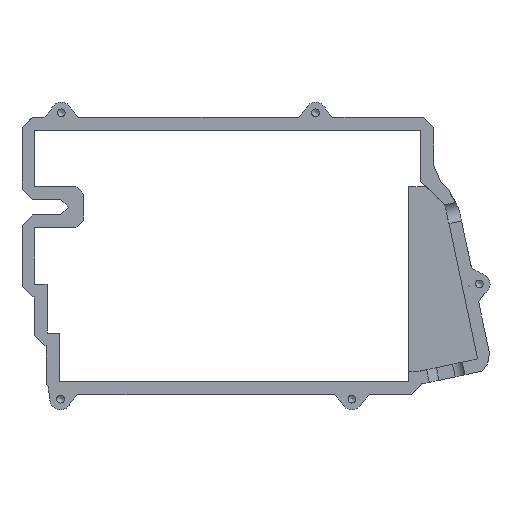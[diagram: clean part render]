
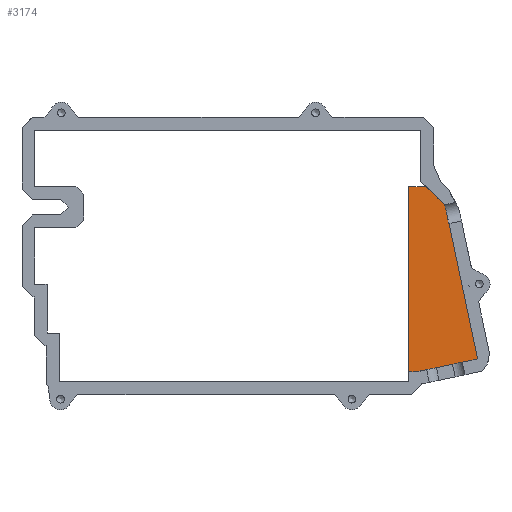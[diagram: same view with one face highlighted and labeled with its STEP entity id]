
A CAD part, front view. The second image highlights one B-rep face of the part: STEP entity #3174.
In plain terms, the highlighted planar face has unit normal (0, -1, 0).
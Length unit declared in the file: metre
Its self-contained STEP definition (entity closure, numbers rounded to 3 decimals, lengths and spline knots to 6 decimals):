
#156=LINE('',#4541,#556);
#158=LINE('',#4545,#558);
#161=LINE('',#4551,#561);
#167=LINE('',#4570,#567);
#168=LINE('',#4572,#568);
#170=LINE('',#4576,#570);
#172=LINE('',#4580,#572);
#174=LINE('',#4584,#574);
#176=LINE('',#4588,#576);
#178=LINE('',#4592,#578);
#181=LINE('',#4600,#581);
#183=LINE('',#4606,#583);
#184=LINE('',#4609,#584);
#191=LINE('',#4626,#591);
#218=LINE('',#4680,#618);
#396=LINE('',#5068,#796);
#556=VECTOR('',#3618,1.);
#558=VECTOR('',#3622,1.);
#561=VECTOR('',#3627,1.);
#567=VECTOR('',#3643,1.);
#568=VECTOR('',#3646,1.);
#570=VECTOR('',#3650,1.);
#572=VECTOR('',#3654,1.);
#574=VECTOR('',#3658,1.);
#576=VECTOR('',#3662,1.);
#578=VECTOR('',#3666,1.);
#581=VECTOR('',#3673,1.);
#583=VECTOR('',#3679,1.);
#584=VECTOR('',#3684,1.);
#591=VECTOR('',#3699,1.);
#618=VECTOR('',#3752,1.);
#796=VECTOR('',#4064,1.);
#1397=ORIENTED_EDGE('',*,*,#1882,.T.);
#1398=ORIENTED_EDGE('',*,*,#1885,.T.);
#1399=ORIENTED_EDGE('',*,*,#1895,.T.);
#1400=ORIENTED_EDGE('',*,*,#1896,.T.);
#1401=ORIENTED_EDGE('',*,*,#1898,.T.);
#1402=ORIENTED_EDGE('',*,*,#1900,.T.);
#1403=ORIENTED_EDGE('',*,*,#1902,.T.);
#1404=ORIENTED_EDGE('',*,*,#1904,.T.);
#1405=ORIENTED_EDGE('',*,*,#1906,.T.);
#1406=ORIENTED_EDGE('',*,*,#1910,.T.);
#1407=ORIENTED_EDGE('',*,*,#1913,.T.);
#1408=ORIENTED_EDGE('',*,*,#1915,.T.);
#1409=ORIENTED_EDGE('',*,*,#1880,.T.);
#1410=ORIENTED_EDGE('',*,*,#1924,.T.);
#1411=ORIENTED_EDGE('',*,*,#2147,.F.);
#1412=ORIENTED_EDGE('',*,*,#1951,.F.);
#1880=EDGE_CURVE('',#2337,#2336,#156,.T.);
#1882=EDGE_CURVE('',#2338,#2339,#158,.T.);
#1885=EDGE_CURVE('',#2339,#2340,#161,.T.);
#1895=EDGE_CURVE('',#2340,#2347,#167,.T.);
#1896=EDGE_CURVE('',#2347,#2348,#168,.T.);
#1898=EDGE_CURVE('',#2348,#2349,#170,.T.);
#1900=EDGE_CURVE('',#2349,#2350,#172,.T.);
#1902=EDGE_CURVE('',#2350,#2351,#174,.T.);
#1904=EDGE_CURVE('',#2351,#2352,#176,.T.);
#1906=EDGE_CURVE('',#2352,#2353,#178,.T.);
#1910=EDGE_CURVE('',#2353,#2355,#181,.T.);
#1913=EDGE_CURVE('',#2355,#2357,#183,.T.);
#1915=EDGE_CURVE('',#2357,#2337,#184,.T.);
#1924=EDGE_CURVE('',#2336,#2363,#191,.T.);
#1951=EDGE_CURVE('',#2338,#2378,#218,.T.);
#2147=EDGE_CURVE('',#2378,#2363,#396,.T.);
#2336=VERTEX_POINT('',#4540);
#2337=VERTEX_POINT('',#4542);
#2338=VERTEX_POINT('',#4546);
#2339=VERTEX_POINT('',#4547);
#2340=VERTEX_POINT('',#4552);
#2347=VERTEX_POINT('',#4569);
#2348=VERTEX_POINT('',#4573);
#2349=VERTEX_POINT('',#4577);
#2350=VERTEX_POINT('',#4581);
#2351=VERTEX_POINT('',#4585);
#2352=VERTEX_POINT('',#4589);
#2353=VERTEX_POINT('',#4593);
#2355=VERTEX_POINT('',#4599);
#2357=VERTEX_POINT('',#4605);
#2363=VERTEX_POINT('',#4625);
#2378=VERTEX_POINT('',#4681);
#2652=EDGE_LOOP('',(#1397,#1398,#1399,#1400,#1401,#1402,#1403,#1404,#1405,
#1406,#1407,#1408,#1409,#1410,#1411,#1412));
#2840=FACE_BOUND('',#2652,.T.);
#3019=PLANE('',#3401);
#3174=ADVANCED_FACE('',(#2840),#3019,.F.);
#3401=AXIS2_PLACEMENT_3D('',#5071,#4068,#4069);
#3618=DIRECTION('',(-0.219,0.,0.976));
#3622=DIRECTION('',(1.,0.,0.));
#3627=DIRECTION('',(0.978,0.,0.207));
#3643=DIRECTION('',(0.978,0.,0.207));
#3646=DIRECTION('',(0.979,0.,0.206));
#3650=DIRECTION('',(0.976,0.,0.216));
#3654=DIRECTION('',(0.976,0.,0.217));
#3658=DIRECTION('',(-0.207,0.,0.978));
#3662=DIRECTION('',(-0.206,0.,0.979));
#3666=DIRECTION('',(-0.228,0.,0.974));
#3673=DIRECTION('',(-0.225,0.,0.974));
#3679=DIRECTION('',(-0.224,0.,0.975));
#3684=DIRECTION('',(-0.219,0.,0.976));
#3699=DIRECTION('',(-0.712,0.,0.702));
#3752=DIRECTION('',(0.,0.,1.));
#4064=DIRECTION('',(1.,0.,0.));
#4068=DIRECTION('',(0.,1.,0.));
#4069=DIRECTION('',(1.,0.,0.));
#4540=CARTESIAN_POINT('',(0.196437,0.0105,0.096258));
#4541=CARTESIAN_POINT('',(0.196484,0.0105,0.096047));
#4542=CARTESIAN_POINT('',(0.196532,0.0105,0.095836));
#4545=CARTESIAN_POINT('',(0.184136,0.0105,0.031075));
#4546=CARTESIAN_POINT('',(0.182412,0.0105,0.031075));
#4547=CARTESIAN_POINT('',(0.185859,0.0105,0.031075));
#4551=CARTESIAN_POINT('',(0.185934,0.0105,0.031091));
#4552=CARTESIAN_POINT('',(0.18601,0.0105,0.031107));
#4569=CARTESIAN_POINT('',(0.206648,0.0105,0.035473));
#4570=CARTESIAN_POINT('',(0.196329,0.0105,0.03329));
#4572=CARTESIAN_POINT('',(0.206652,0.0105,0.035474));
#4573=CARTESIAN_POINT('',(0.206657,0.0105,0.035474));
#4576=CARTESIAN_POINT('',(0.206659,0.0105,0.035475));
#4577=CARTESIAN_POINT('',(0.20666,0.0105,0.035475));
#4580=CARTESIAN_POINT('',(0.207966,0.0105,0.035765));
#4581=CARTESIAN_POINT('',(0.209271,0.0105,0.036055));
#4584=CARTESIAN_POINT('',(0.203829,0.0105,0.061836));
#4585=CARTESIAN_POINT('',(0.198388,0.0105,0.087617));
#4588=CARTESIAN_POINT('',(0.198386,0.0105,0.087622));
#4589=CARTESIAN_POINT('',(0.198385,0.0105,0.087627));
#4592=CARTESIAN_POINT('',(0.198384,0.0105,0.087633));
#4593=CARTESIAN_POINT('',(0.198382,0.0105,0.087639));
#4599=CARTESIAN_POINT('',(0.19799,0.0105,0.089341));
#4600=CARTESIAN_POINT('',(0.198186,0.0105,0.08849));
#4605=CARTESIAN_POINT('',(0.197983,0.0105,0.089371));
#4606=CARTESIAN_POINT('',(0.197986,0.0105,0.089356));
#4609=CARTESIAN_POINT('',(0.197257,0.0105,0.092604));
#4625=CARTESIAN_POINT('',(0.189331,0.0105,0.103263));
#4626=CARTESIAN_POINT('',(0.192884,0.0105,0.09976));
#4680=CARTESIAN_POINT('',(0.182412,0.0105,0.067169));
#4681=CARTESIAN_POINT('',(0.182412,0.0105,0.103263));
#5068=CARTESIAN_POINT('',(0.185872,0.0105,0.103263));
#5071=CARTESIAN_POINT('',(0.123392,0.0105,0.0762));
